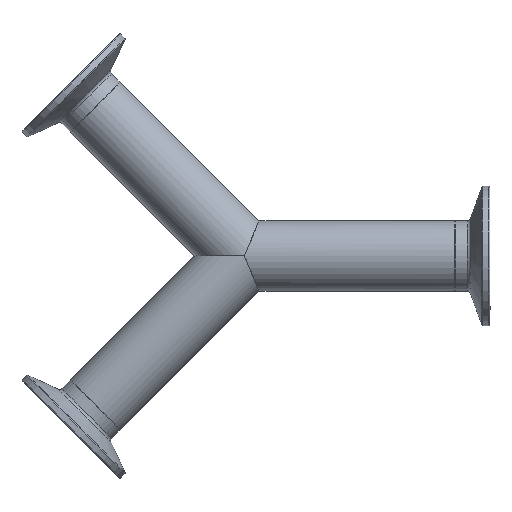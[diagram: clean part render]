
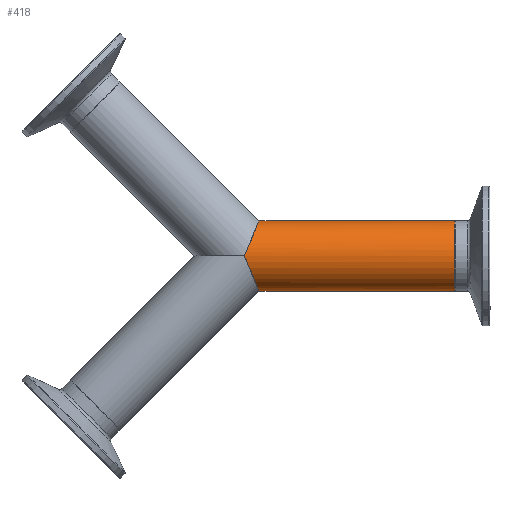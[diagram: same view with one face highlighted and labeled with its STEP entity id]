
A CAD part, top view. The second image highlights one B-rep face of the part: STEP entity #418.
In plain terms, the highlighted cylindrical face has radius 12.7 mm (diameter 25.4 mm), a full revolution.
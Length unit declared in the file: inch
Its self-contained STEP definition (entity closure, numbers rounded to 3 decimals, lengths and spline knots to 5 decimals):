
#64=CYLINDRICAL_SURFACE('',#466,0.5);
#75=FACE_OUTER_BOUND('',#162,.T.);
#114=ELLIPSE('',#461,0.5412,0.5);
#116=ELLIPSE('',#464,0.5412,0.5);
#128=FACE_BOUND('',#163,.T.);
#162=EDGE_LOOP('',(#331));
#163=EDGE_LOOP('',(#332,#333));
#217=CIRCLE('',#458,0.5);
#241=VERTEX_POINT('',#711);
#244=VERTEX_POINT('',#717);
#245=VERTEX_POINT('',#719);
#277=EDGE_CURVE('',#241,#241,#217,.T.);
#280=EDGE_CURVE('',#245,#244,#114,.T.);
#283=EDGE_CURVE('',#244,#245,#116,.T.);
#331=ORIENTED_EDGE('',*,*,#277,.T.);
#332=ORIENTED_EDGE('',*,*,#280,.T.);
#333=ORIENTED_EDGE('',*,*,#283,.T.);
#418=ADVANCED_FACE('',(#75,#128),#64,.T.);
#458=AXIS2_PLACEMENT_3D('',#712,#543,#544);
#461=AXIS2_PLACEMENT_3D('',#720,#550,#551);
#464=AXIS2_PLACEMENT_3D('',#724,#557,#558);
#466=AXIS2_PLACEMENT_3D('',#726,#561,#562);
#543=DIRECTION('center_axis',(-1.,0.,0.));
#544=DIRECTION('ref_axis',(0.,-1.,0.));
#550=DIRECTION('center_axis',(0.924,0.383,0.));
#551=DIRECTION('ref_axis',(0.383,-0.924,0.));
#557=DIRECTION('center_axis',(0.924,-0.383,0.));
#558=DIRECTION('ref_axis',(-0.383,-0.924,0.));
#561=DIRECTION('center_axis',(1.,0.,0.));
#562=DIRECTION('ref_axis',(0.,-1.,0.));
#711=CARTESIAN_POINT('',(3.,0.,-0.5));
#712=CARTESIAN_POINT('Origin',(3.,0.,0.));
#717=CARTESIAN_POINT('',(0.,0.,-0.5));
#719=CARTESIAN_POINT('',(0.,0.,0.5));
#720=CARTESIAN_POINT('Origin',(0.,0.,0.));
#724=CARTESIAN_POINT('Origin',(0.,0.,0.));
#726=CARTESIAN_POINT('Origin',(0.,0.,0.));
